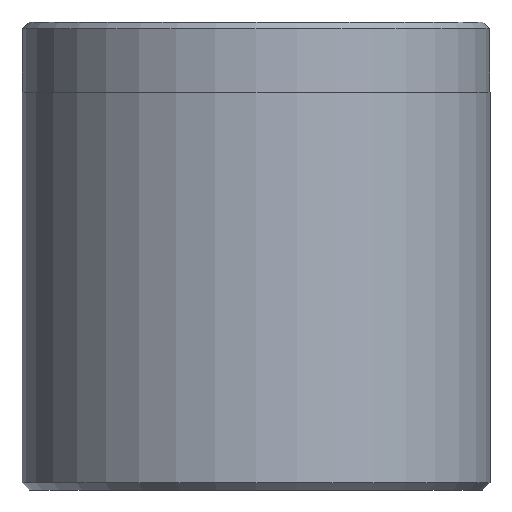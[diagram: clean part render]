
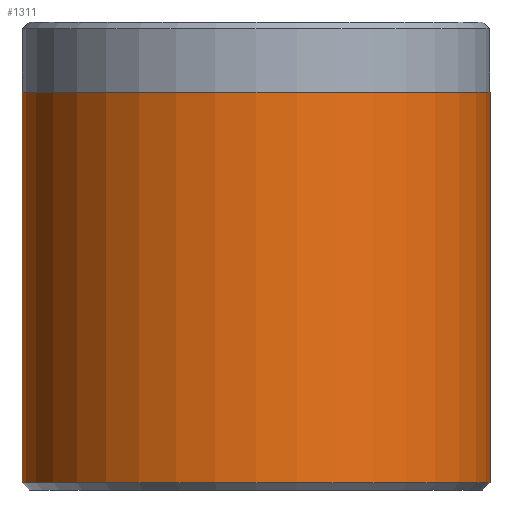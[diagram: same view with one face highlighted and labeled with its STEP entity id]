
A CAD part, front view. The second image highlights one B-rep face of the part: STEP entity #1311.
In plain terms, the highlighted cylindrical face has radius 10 mm (diameter 20 mm), a partial arc.
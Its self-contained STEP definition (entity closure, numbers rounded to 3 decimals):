
#67 = EDGE_CURVE ( 'NONE', #1960, #1895, #1716, .T. ) ;
#294 = CARTESIAN_POINT ( 'NONE',  ( -10., 0., 0.3 ) ) ;
#310 = CARTESIAN_POINT ( 'NONE',  ( 0., 0., 17. ) ) ;
#322 = CARTESIAN_POINT ( 'NONE',  ( -10., 0., 20. ) ) ;
#330 = DIRECTION ( 'NONE',  ( 0., 0., 1. ) ) ;
#335 = ORIENTED_EDGE ( 'NONE', *, *, #548, .F. ) ;
#336 = DIRECTION ( 'NONE',  ( 1., 0., 0. ) ) ;
#374 = DIRECTION ( 'NONE',  ( 0., 0., -1. ) ) ;
#442 = VECTOR ( 'NONE', #374, 1000. ) ;
#487 = EDGE_CURVE ( 'NONE', #1961, #1895, #1929, .T. ) ;
#548 = EDGE_CURVE ( 'NONE', #676, #1960, #762, .T. ) ;
#553 = VECTOR ( 'NONE', #793, 1000. ) ;
#676 = VERTEX_POINT ( 'NONE', #1122 ) ;
#762 = CIRCLE ( 'NONE', #957, 10. ) ;
#793 = DIRECTION ( 'NONE',  ( 0., 0., -1. ) ) ;
#799 = CARTESIAN_POINT ( 'NONE',  ( 10., 0., 20. ) ) ;
#842 = EDGE_CURVE ( 'NONE', #676, #1961, #1647, .T. ) ;
#905 = CARTESIAN_POINT ( 'NONE',  ( 10., 0., 0.3 ) ) ;
#957 = AXIS2_PLACEMENT_3D ( 'NONE', #310, #330, #336 ) ;
#981 = EDGE_LOOP ( 'NONE', ( #1719, #335, #1877, #1196 ) ) ;
#1086 = CYLINDRICAL_SURFACE ( 'NONE', #1976, 10. ) ;
#1122 = CARTESIAN_POINT ( 'NONE',  ( -10., 0., 17. ) ) ;
#1140 = FACE_OUTER_BOUND ( 'NONE', #981, .T. ) ;
#1196 = ORIENTED_EDGE ( 'NONE', *, *, #487, .T. ) ;
#1311 = ADVANCED_FACE ( 'NONE', ( #1140 ), #1086, .T. ) ;
#1630 = CARTESIAN_POINT ( 'NONE',  ( 10., 0., 17. ) ) ;
#1647 = LINE ( 'NONE', #322, #442 ) ;
#1716 = LINE ( 'NONE', #799, #553 ) ;
#1719 = ORIENTED_EDGE ( 'NONE', *, *, #67, .F. ) ;
#1821 = CARTESIAN_POINT ( 'NONE',  ( 0., 0., 20. ) ) ;
#1877 = ORIENTED_EDGE ( 'NONE', *, *, #842, .T. ) ;
#1881 = DIRECTION ( 'NONE',  ( 1., 0., 0. ) ) ;
#1895 = VERTEX_POINT ( 'NONE', #905 ) ;
#1899 = DIRECTION ( 'NONE',  ( -1., 0., 0. ) ) ;
#1905 = DIRECTION ( 'NONE',  ( 0., 0., -1. ) ) ;
#1929 = CIRCLE ( 'NONE', #1946, 10. ) ;
#1946 = AXIS2_PLACEMENT_3D ( 'NONE', #1971, #1992, #1881 ) ;
#1960 = VERTEX_POINT ( 'NONE', #1630 ) ;
#1961 = VERTEX_POINT ( 'NONE', #294 ) ;
#1971 = CARTESIAN_POINT ( 'NONE',  ( 0., 0., 0.3 ) ) ;
#1976 = AXIS2_PLACEMENT_3D ( 'NONE', #1821, #1905, #1899 ) ;
#1992 = DIRECTION ( 'NONE',  ( 0., 0., 1. ) ) ;
